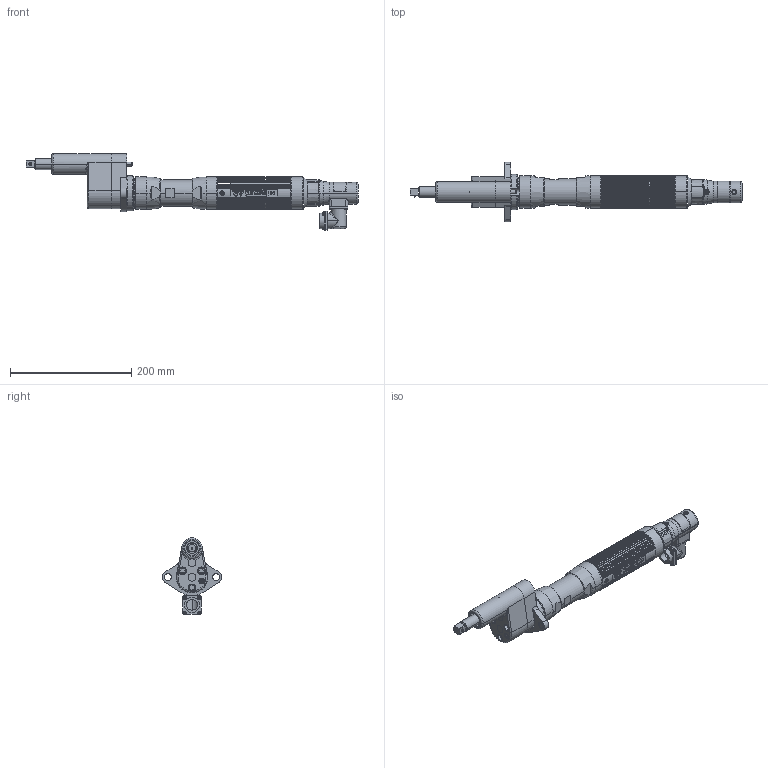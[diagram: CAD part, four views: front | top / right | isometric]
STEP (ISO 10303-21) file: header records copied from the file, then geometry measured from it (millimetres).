
FILE_DESCRIPTION((''),'2;1');
FILE_NAME('EB44MD1F1-108','2012-04-24T',('EJF1116'),(''),'PRO/ENGINEER BY PARAMETRIC TECHNOLOGY CORPORATION, 2010430','PRO/ENGINEER BY PARAMETRIC TECHNOLOGY CORPORATION, 2010430','');
FILE_SCHEMA(('CONFIG_CONTROL_DESIGN'));
Length unit declared in the file: inch
Products named in the file (1): EB44MD1F1-108
Bounding box: 548.19 x 98.42 x 126.26 mm (x, y, z)
Surface area: 141171.2 mm2 (no closed solid volume)
Topology: 0 solids, 108 shells, 478 faces, 3025 edges, 2523 vertices
Faces by surface type: cylinder 226, plane 142, bspline 38, torus 38, cone 31, extrusion 2, sphere 1
Entity records: 36542 total; most frequent: CARTESIAN_POINT 15248, DIRECTION 4001, ORIENTED_EDGE 3763, EDGE_CURVE 3024, VERTEX_POINT 2523, VECTOR 1469, LINE 1467, AXIS2_PLACEMENT_3D 1266
